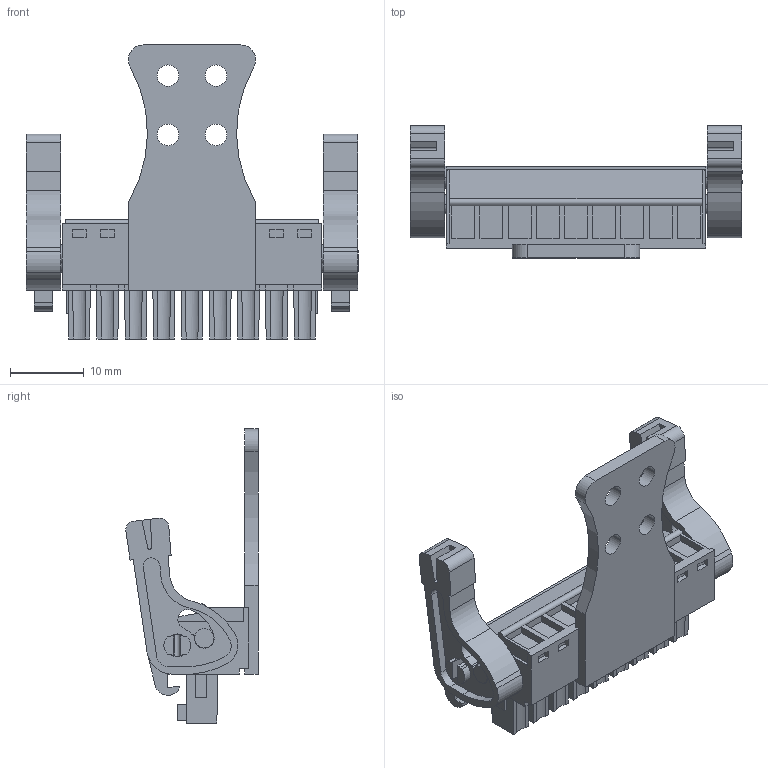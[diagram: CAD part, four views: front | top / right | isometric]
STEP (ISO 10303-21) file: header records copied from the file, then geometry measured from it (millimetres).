
FILE_DESCRIPTION(('CATIA V5R24 STEP','CAx-IF Rec.Pracs.--- Model Styling and Organization---1.2---2011-12-15'),'2;1');
FILE_NAME ('D1462196_0_2442300000_2442300000.stp','2017-10-04T14:01:29+00:00',('none'),('Weidmueller'),'CATIA Version 5-6 Release 2014 SP4 HF52','CATIA V5 STEP AP214','none');
FILE_SCHEMA(('AUTOMOTIVE_DESIGN { 1 0 10303 214 1 1 1 1 }'));
Length unit declared in the file: millimetre
Products named in the file (1): 2442300000
Bounding box: 44.88 x 17.9 x 39.75 mm (x, y, z)
Volume: 5540.4 mm3; surface area: 6254.4 mm2
Topology: 13 solids, 13 shells, 648 faces, 1703 edges, 1126 vertices
Faces by surface type: plane 477, cylinder 171
Entity records: 19131 total; most frequent: CARTESIAN_POINT 3416, ORIENTED_EDGE 3390, DIRECTION 2545, EDGE_CURVE 1695, VECTOR 1277, LINE 1277, VERTEX_POINT 1124, AXIS2_PLACEMENT_3D 826
